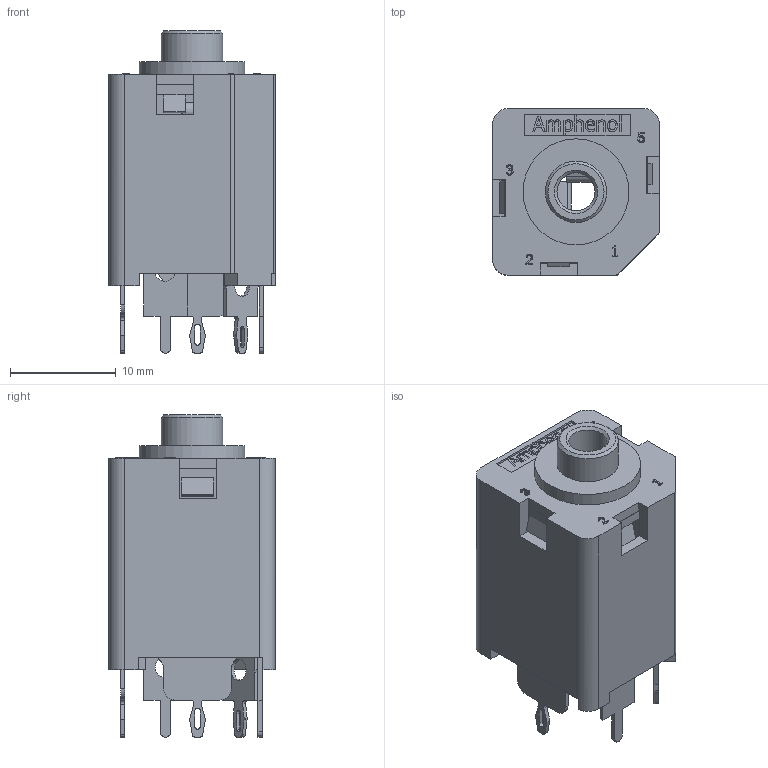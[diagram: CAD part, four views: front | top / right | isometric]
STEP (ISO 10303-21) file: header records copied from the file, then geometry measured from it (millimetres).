
FILE_DESCRIPTION(('FreeCAD Model'),'2;1');
FILE_NAME('ACJS-NV35-5.stp','2017-03-03T11:15:10',('Author'),(''), 'Open CASCADE STEP processor 6.8','FreeCAD','Unknown');
FILE_SCHEMA(('AUTOMOTIVE_DESIGN_CC2 { 1 2 10303 214 -1 1 5 4 }'));
Length unit declared in the file: millimetre
Products named in the file (2): ASSEMBLY; Fusion
Assembly tree (1 placements, depth 2):
  ASSEMBLY
    Fusion
Bounding box: 15.76 x 15.76 x 30.45 mm (x, y, z)
Surface area: 4222.9 mm2 (no closed solid volume)
Topology: 0 solids, 30 shells, 340 faces, 1437 edges, 1097 vertices
Faces by surface type: plane 271, cylinder 48, sphere 14, torus 4, cone 2, bspline 1
Full cylindrical faces by diameter (mm): 1.9 x1, 2 x3, 3.6 x1, 5.8 x1, 10 x1
Entity records: 38388 total; most frequent: CARTESIAN_POINT 12754, DIRECTION 3921, LINE 2789, VECTOR 2789, ORIENTED_EDGE 2324, PCURVE 2255, DEFINITIONAL_REPRESENTATION 2255, EDGE_CURVE 1430
